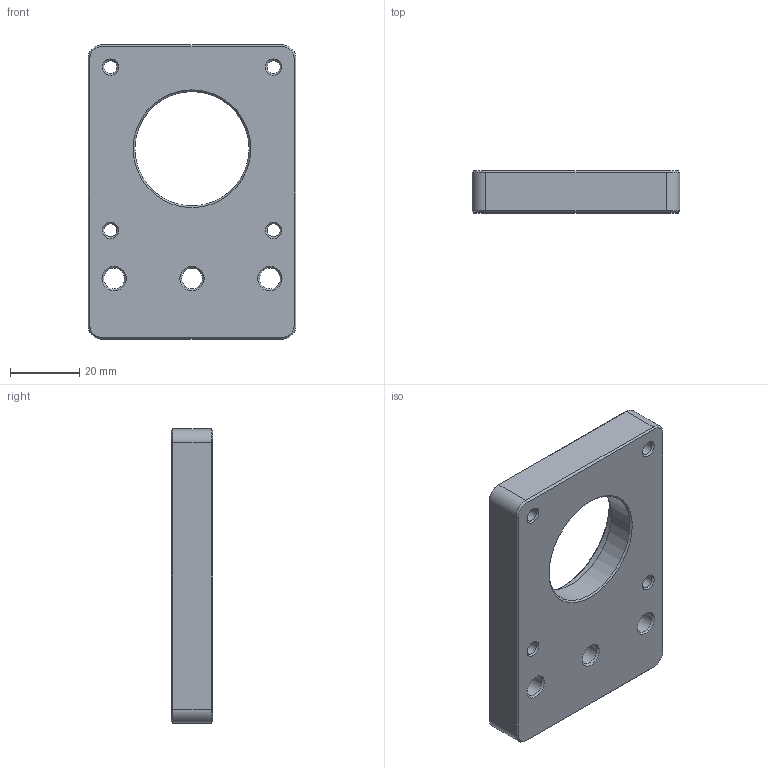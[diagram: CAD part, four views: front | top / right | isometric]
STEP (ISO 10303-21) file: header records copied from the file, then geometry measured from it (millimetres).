
FILE_DESCRIPTION(/* description */ (''),/* implementation_level */ '2;1');
FILE_NAME(/* name */ 'Nema23 Plate.step',/* time_stamp */ '2024-04-15T14:43:46-07:00',/* author */ (''),/* organization */ (''),/* preprocessor_version */ 'ST-DEVELOPER v20',/* originating_system */ 'Autodesk Translation Framework v12.20.1.177',/* authorisation */ '');
FILE_SCHEMA (('AUTOMOTIVE_DESIGN { 1 0 10303 214 3 1 1 }'));
Length unit declared in the file: millimetre
Products named in the file (1): Nema23 Plate
Bounding box: 60 x 12 x 85 mm (x, y, z)
Volume: 47228.9 mm3; surface area: 14024.7 mm2
Topology: 1 solids, 1 shells, 58 faces, 124 edges, 72 vertices
Faces by surface type: cone 24, plane 18, cylinder 16
Full cylindrical faces by diameter (mm): 3.75 x4, 6 x3, 10.5 x3, 33 x1, 38.2 x1
Entity records: 1613 total; most frequent: DIRECTION 298, CARTESIAN_POINT 255, ORIENTED_EDGE 248, EDGE_CURVE 124, AXIS2_PLACEMENT_3D 115, EDGE_LOOP 78, VERTEX_POINT 72, LINE 68
